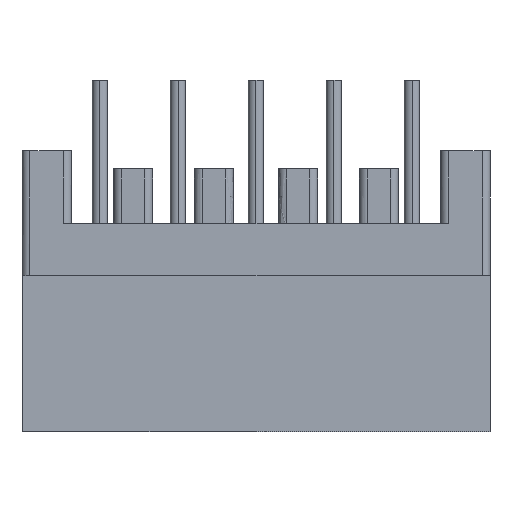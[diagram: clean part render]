
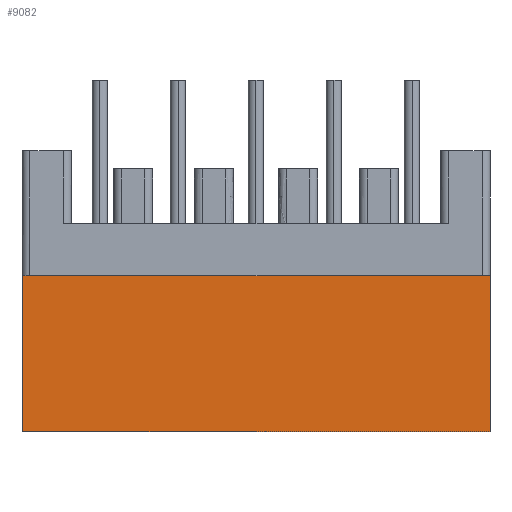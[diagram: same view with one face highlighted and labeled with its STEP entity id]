
A CAD part, left-side view. The second image highlights one B-rep face of the part: STEP entity #9082.
In plain terms, the highlighted free-form (B-spline) face has degree [1, 1] with [2, 2] control points.
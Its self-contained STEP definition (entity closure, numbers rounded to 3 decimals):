
#9082 = ADVANCED_FACE('',(#9083),#9113,.T.);
#9083 = FACE_BOUND('',#9084,.T.);
#9084 = EDGE_LOOP('',(#9085,#9094,#9101,#9108));
#9085 = ORIENTED_EDGE('',*,*,#9086,.F.);
#9086 = EDGE_CURVE('',#9087,#9089,#9091,.T.);
#9087 = VERTEX_POINT('',#9088);
#9088 = CARTESIAN_POINT('',(-6.684,9.114,0.));
#9089 = VERTEX_POINT('',#9090);
#9090 = CARTESIAN_POINT('',(-6.684,-9.114,0.));
#9091 = B_SPLINE_CURVE_WITH_KNOTS('',1,(#9092,#9093),.UNSPECIFIED.,.F.,
  .F.,(2,2),(-0.1,17.9),.PIECEWISE_BEZIER_KNOTS.);
#9092 = CARTESIAN_POINT('',(-6.684,9.114,0.));
#9093 = CARTESIAN_POINT('',(-6.684,-9.114,0.));
#9094 = ORIENTED_EDGE('',*,*,#9095,.F.);
#9095 = EDGE_CURVE('',#9096,#9087,#9098,.T.);
#9096 = VERTEX_POINT('',#9097);
#9097 = CARTESIAN_POINT('',(-6.684,9.114,
    -6.076));
#9098 = B_SPLINE_CURVE_WITH_KNOTS('',1,(#9099,#9100),.UNSPECIFIED.,.F.,
  .F.,(2,2),(0.,6.),.PIECEWISE_BEZIER_KNOTS.);
#9099 = CARTESIAN_POINT('',(-6.684,9.114,
    -6.076));
#9100 = CARTESIAN_POINT('',(-6.684,9.114,0.));
#9101 = ORIENTED_EDGE('',*,*,#9102,.T.);
#9102 = EDGE_CURVE('',#9096,#9103,#9105,.T.);
#9103 = VERTEX_POINT('',#9104);
#9104 = CARTESIAN_POINT('',(-6.684,-9.114,
    -6.076));
#9105 = B_SPLINE_CURVE_WITH_KNOTS('',1,(#9106,#9107),.UNSPECIFIED.,.F.,
  .F.,(2,2),(-0.1,17.9),.PIECEWISE_BEZIER_KNOTS.);
#9106 = CARTESIAN_POINT('',(-6.684,9.114,
    -6.076));
#9107 = CARTESIAN_POINT('',(-6.684,-9.114,
    -6.076));
#9108 = ORIENTED_EDGE('',*,*,#9109,.T.);
#9109 = EDGE_CURVE('',#9103,#9089,#9110,.T.);
#9110 = B_SPLINE_CURVE_WITH_KNOTS('',1,(#9111,#9112),.UNSPECIFIED.,.F.,
  .F.,(2,2),(0.,6.),.PIECEWISE_BEZIER_KNOTS.);
#9111 = CARTESIAN_POINT('',(-6.684,-9.114,
    -6.076));
#9112 = CARTESIAN_POINT('',(-6.684,-9.114,0.));
#9113 = B_SPLINE_SURFACE_WITH_KNOTS('',1,1,(
    (#9114,#9115)
    ,(#9116,#9117
    )),.UNSPECIFIED.,.F.,.F.,.F.,(2,2),(2,2),(0.,6.),(-17.9,0.1),
  .PIECEWISE_BEZIER_KNOTS.);
#9114 = CARTESIAN_POINT('',(-6.684,-9.114,
    -6.076));
#9115 = CARTESIAN_POINT('',(-6.684,9.114,
    -6.076));
#9116 = CARTESIAN_POINT('',(-6.684,-9.114,0.));
#9117 = CARTESIAN_POINT('',(-6.684,9.114,0.));
